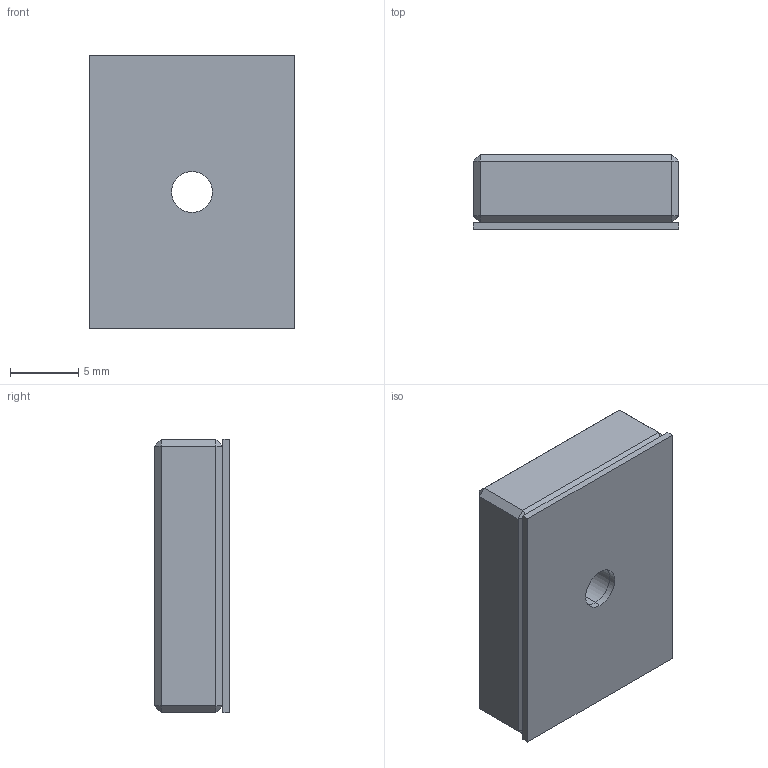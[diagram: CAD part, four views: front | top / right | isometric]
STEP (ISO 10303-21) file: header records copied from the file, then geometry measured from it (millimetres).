
FILE_DESCRIPTION (( 'STEP AP214' ), '1' );
FILE_NAME ('Pieza3.a.1.STEP', '2020-06-10T01:14:04', ( '' ), ( '' ), 'SwSTEP 2.0', 'SolidWorks 2013', '' );
FILE_SCHEMA (( 'AUTOMOTIVE_DESIGN' ));
Length unit declared in the file: millimetre
Products named in the file (1): Pieza3.a.1
Bounding box: 15 x 5.5 x 20 mm (x, y, z)
Volume: 1444.8 mm3; surface area: 1596.1 mm2
Topology: 2 solids, 2 shells, 41 faces, 82 edges, 46 vertices
Faces by surface type: plane 33, cylinder 6, cone 2
Entity records: 1073 total; most frequent: DIRECTION 180, CARTESIAN_POINT 170, ORIENTED_EDGE 164, EDGE_CURVE 82, LINE 68, VECTOR 68, AXIS2_PLACEMENT_3D 56, EDGE_LOOP 46
